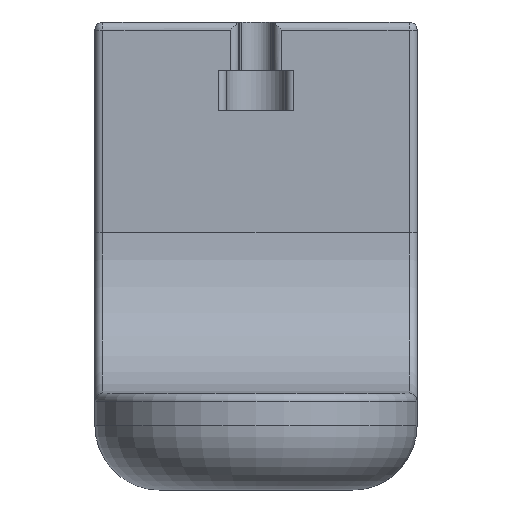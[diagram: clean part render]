
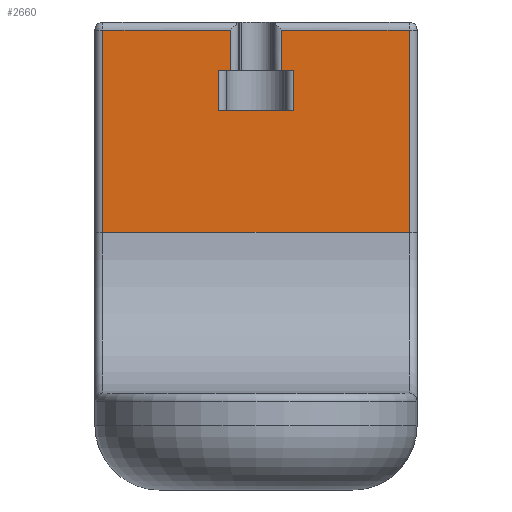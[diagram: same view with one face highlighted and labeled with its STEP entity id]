
A CAD part, left-side view. The second image highlights one B-rep face of the part: STEP entity #2660.
In plain terms, the highlighted planar face has unit normal (-1, 0, 0).
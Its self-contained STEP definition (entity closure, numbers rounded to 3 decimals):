
#90=PLANE('',#2951);
#200=FACE_OUTER_BOUND('',#358,.T.);
#358=EDGE_LOOP('',(#2168,#2169,#2170,#2171,#2172,#2173,#2174,#2175,#2176,
#2177,#2178,#2179));
#428=LINE('',#3914,#649);
#433=LINE('',#3929,#654);
#546=LINE('',#4302,#767);
#550=LINE('',#4337,#771);
#554=LINE('',#4364,#775);
#558=LINE('',#4385,#779);
#559=LINE('',#4388,#780);
#561=LINE('',#4395,#782);
#586=LINE('',#4681,#807);
#588=LINE('',#4684,#809);
#589=LINE('',#4685,#810);
#590=LINE('',#4686,#811);
#649=VECTOR('',#3053,10.);
#654=VECTOR('',#3066,10.);
#767=VECTOR('',#3393,10.);
#771=VECTOR('',#3445,10.);
#775=VECTOR('',#3481,10.);
#779=VECTOR('',#3509,10.);
#780=VECTOR('',#3514,10.);
#782=VECTOR('',#3522,10.);
#807=VECTOR('',#3657,10.);
#809=VECTOR('',#3661,10.);
#810=VECTOR('',#3662,10.);
#811=VECTOR('',#3663,10.);
#1027=VERTEX_POINT('',#3907);
#1030=VERTEX_POINT('',#3912);
#1033=VERTEX_POINT('',#3922);
#1036=VERTEX_POINT('',#3927);
#1188=VERTEX_POINT('',#4300);
#1189=VERTEX_POINT('',#4301);
#1192=VERTEX_POINT('',#4323);
#1193=VERTEX_POINT('',#4327);
#1195=VERTEX_POINT('',#4333);
#1203=VERTEX_POINT('',#4360);
#1208=VERTEX_POINT('',#4384);
#1210=VERTEX_POINT('',#4393);
#1283=EDGE_CURVE('',#1030,#1027,#428,.T.);
#1290=EDGE_CURVE('',#1036,#1033,#433,.T.);
#1476=EDGE_CURVE('',#1188,#1189,#546,.T.);
#1496=EDGE_CURVE('',#1193,#1195,#550,.T.);
#1510=EDGE_CURVE('',#1203,#1192,#554,.T.);
#1520=EDGE_CURVE('',#1208,#1193,#558,.T.);
#1522=EDGE_CURVE('',#1192,#1188,#559,.T.);
#1525=EDGE_CURVE('',#1210,#1208,#561,.T.);
#1590=EDGE_CURVE('',#1195,#1203,#586,.T.);
#1592=EDGE_CURVE('',#1030,#1189,#588,.T.);
#1593=EDGE_CURVE('',#1210,#1033,#589,.T.);
#1594=EDGE_CURVE('',#1036,#1027,#590,.T.);
#2168=ORIENTED_EDGE('',*,*,#1592,.T.);
#2169=ORIENTED_EDGE('',*,*,#1476,.F.);
#2170=ORIENTED_EDGE('',*,*,#1522,.F.);
#2171=ORIENTED_EDGE('',*,*,#1510,.F.);
#2172=ORIENTED_EDGE('',*,*,#1590,.F.);
#2173=ORIENTED_EDGE('',*,*,#1496,.F.);
#2174=ORIENTED_EDGE('',*,*,#1520,.F.);
#2175=ORIENTED_EDGE('',*,*,#1525,.F.);
#2176=ORIENTED_EDGE('',*,*,#1593,.T.);
#2177=ORIENTED_EDGE('',*,*,#1290,.F.);
#2178=ORIENTED_EDGE('',*,*,#1594,.T.);
#2179=ORIENTED_EDGE('',*,*,#1283,.F.);
#2660=ADVANCED_FACE('',(#200),#90,.T.);
#2951=AXIS2_PLACEMENT_3D('',#4683,#3659,#3660);
#3053=DIRECTION('',(0.,0.,-1.));
#3066=DIRECTION('',(0.,0.,1.));
#3393=DIRECTION('',(0.,0.,-1.));
#3445=DIRECTION('',(0.,0.,-1.));
#3481=DIRECTION('',(0.,0.,1.));
#3509=DIRECTION('',(0.,-1.,0.));
#3514=DIRECTION('',(0.,-1.,0.));
#3522=DIRECTION('',(0.,0.,1.));
#3657=DIRECTION('',(0.,1.,0.));
#3659=DIRECTION('center_axis',(-1.,0.,0.));
#3660=DIRECTION('ref_axis',(0.,-1.,0.));
#3661=DIRECTION('',(0.,-1.,0.));
#3662=DIRECTION('',(0.,-1.,0.));
#3663=DIRECTION('',(0.,1.,0.));
#3907=CARTESIAN_POINT('',(40.,2.35,23.55));
#3912=CARTESIAN_POINT('',(40.,2.35,26.05));
#3914=CARTESIAN_POINT('',(40.,2.35,16.025));
#3922=CARTESIAN_POINT('',(40.,-2.35,26.05));
#3927=CARTESIAN_POINT('',(40.,-2.35,23.55));
#3929=CARTESIAN_POINT('',(40.,-2.35,16.025));
#4300=CARTESIAN_POINT('',(40.,1.6,28.55));
#4301=CARTESIAN_POINT('',(40.,1.6,26.05));
#4302=CARTESIAN_POINT('',(40.,1.6,17.525));
#4323=CARTESIAN_POINT('',(40.,9.5,28.55));
#4327=CARTESIAN_POINT('',(40.,-9.5,28.55));
#4333=CARTESIAN_POINT('',(40.,-9.5,16.));
#4337=CARTESIAN_POINT('',(40.,-9.5,3.));
#4360=CARTESIAN_POINT('',(40.,9.5,16.));
#4364=CARTESIAN_POINT('',(40.,9.5,3.));
#4384=CARTESIAN_POINT('',(40.,-1.6,28.55));
#4385=CARTESIAN_POINT('',(40.,5.,28.55));
#4388=CARTESIAN_POINT('',(40.,5.,28.55));
#4393=CARTESIAN_POINT('',(40.,-1.6,26.05));
#4395=CARTESIAN_POINT('',(40.,-1.6,17.525));
#4681=CARTESIAN_POINT('',(40.,5.,16.));
#4683=CARTESIAN_POINT('Origin',(40.,10.,6.));
#4684=CARTESIAN_POINT('',(40.,5.,26.05));
#4685=CARTESIAN_POINT('',(40.,5.,26.05));
#4686=CARTESIAN_POINT('',(40.,5.,23.55));
